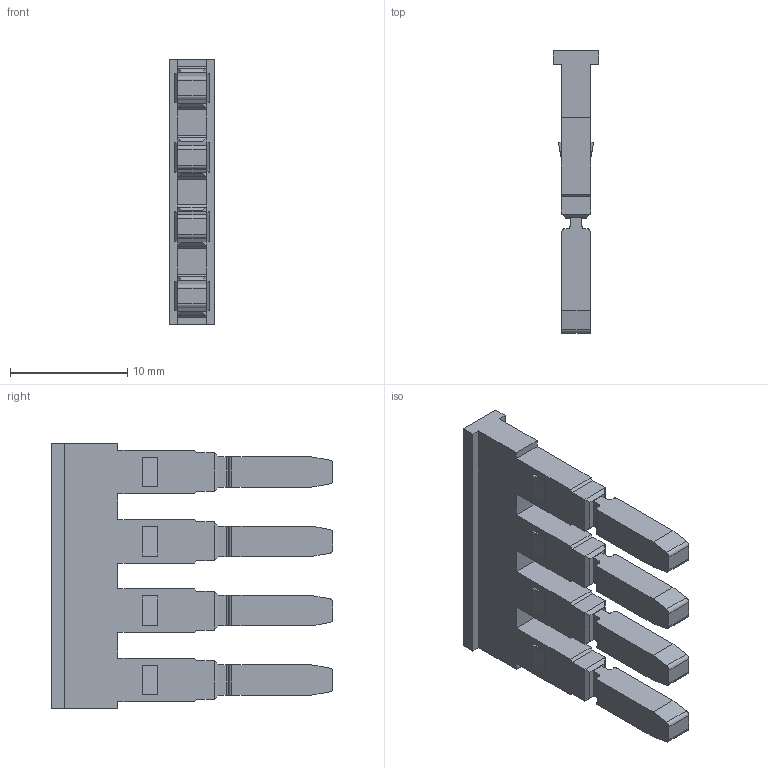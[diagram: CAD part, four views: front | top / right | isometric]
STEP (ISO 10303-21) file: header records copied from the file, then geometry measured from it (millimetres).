
FILE_DESCRIPTION (( 'STEP AP203' ), '1' );
FILE_NAME ('4''Lﾜ - 2,5 ﾜST KﾖPRﾜ.STEP', '2020-03-20T12:49:12', ( '' ), ( '' ), 'SwSTEP 2.0', 'SolidWorks 2011', '' );
FILE_SCHEMA (( 'CONFIG_CONTROL_DESIGN' ));
Length unit declared in the file: millimetre
Products named in the file (1): 4''Lﾜ - 2,5 ﾜST KﾖPRﾜ
Bounding box: 3.9 x 24 x 22.6 mm (x, y, z)
Volume: 890.1 mm3; surface area: 1276.8 mm2
Topology: 1 solids, 5 shells, 190 faces, 488 edges, 320 vertices
Faces by surface type: plane 166, cylinder 24
Entity records: 5741 total; most frequent: CARTESIAN_POINT 999, ORIENTED_EDGE 976, DIRECTION 918, EDGE_CURVE 488, LINE 440, VECTOR 440, VERTEX_POINT 320, AXIS2_PLACEMENT_3D 239
